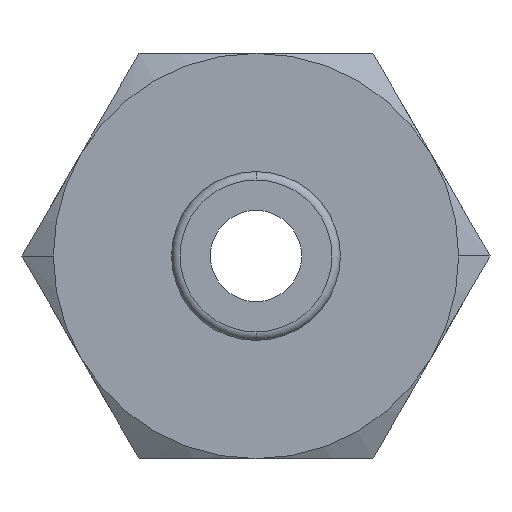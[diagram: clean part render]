
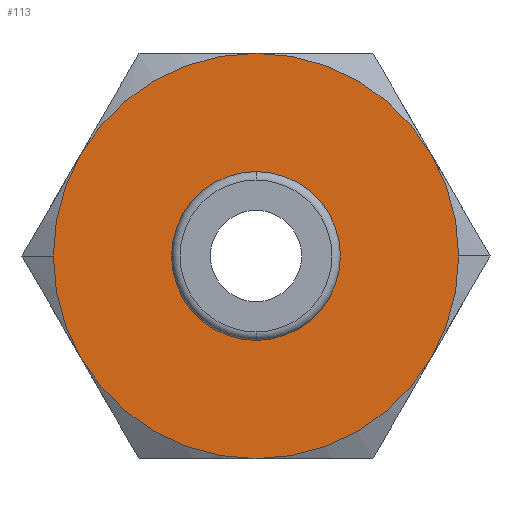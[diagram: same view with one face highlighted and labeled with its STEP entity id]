
A CAD part, front view. The second image highlights one B-rep face of the part: STEP entity #113.
In plain terms, the highlighted planar face has unit normal (0, -1, 0).
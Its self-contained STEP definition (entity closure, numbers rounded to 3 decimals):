
#113=ADVANCED_FACE('',(#252,#253),#254,.T.);
#252=FACE_OUTER_BOUND('',#427,.T.);
#253=FACE_BOUND('',#428,.T.);
#254=PLANE('',#429);
#427=EDGE_LOOP('',(#692,#693,#694,#695,#696,#697,#698,#699));
#428=EDGE_LOOP('',(#700,#701));
#429=AXIS2_PLACEMENT_3D('',#702,#703,#704);
#692=ORIENTED_EDGE('',*,*,#1133,.F.);
#693=ORIENTED_EDGE('',*,*,#1134,.F.);
#694=ORIENTED_EDGE('',*,*,#1119,.F.);
#695=ORIENTED_EDGE('',*,*,#1135,.F.);
#696=ORIENTED_EDGE('',*,*,#1136,.F.);
#697=ORIENTED_EDGE('',*,*,#1137,.F.);
#698=ORIENTED_EDGE('',*,*,#1138,.F.);
#699=ORIENTED_EDGE('',*,*,#1123,.F.);
#700=ORIENTED_EDGE('',*,*,#1139,.F.);
#701=ORIENTED_EDGE('',*,*,#1140,.F.);
#702=CARTESIAN_POINT('',(3.0,10.0,0.0));
#703=DIRECTION('',(-0.0,-1.0,-0.0));
#704=DIRECTION('',(-1.0,0.0,0.0));
#1119=EDGE_CURVE('',#1378,#1380,#1381,.T.);
#1123=EDGE_CURVE('',#1384,#1387,#1388,.T.);
#1133=EDGE_CURVE('',#1399,#1384,#1400,.T.);
#1134=EDGE_CURVE('',#1380,#1399,#1401,.T.);
#1135=EDGE_CURVE('',#1402,#1378,#1403,.T.);
#1136=EDGE_CURVE('',#1355,#1402,#1404,.T.);
#1137=EDGE_CURVE('',#1405,#1355,#1406,.T.);
#1138=EDGE_CURVE('',#1387,#1405,#1407,.T.);
#1139=EDGE_CURVE('',#1408,#1409,#1410,.T.);
#1140=EDGE_CURVE('',#1409,#1408,#1411,.T.);
#1355=VERTEX_POINT('',#1831);
#1378=VERTEX_POINT('',#1902);
#1380=VERTEX_POINT('',#1915);
#1381=CIRCLE('',#1916,6.0);
#1384=VERTEX_POINT('',#1930);
#1387=VERTEX_POINT('',#1934);
#1388=CIRCLE('',#1935,6.0);
#1399=VERTEX_POINT('',#1982);
#1400=CIRCLE('',#1983,6.0);
#1401=CIRCLE('',#1984,6.0);
#1402=VERTEX_POINT('',#1985);
#1403=CIRCLE('',#1986,6.0);
#1404=CIRCLE('',#1987,6.0);
#1405=VERTEX_POINT('',#1988);
#1406=CIRCLE('',#1989,6.0);
#1407=CIRCLE('',#1990,6.0);
#1408=VERTEX_POINT('',#1991);
#1409=VERTEX_POINT('',#1992);
#1410=CIRCLE('',#1993,2.5);
#1411=CIRCLE('',#1994,2.5);
#1831=CARTESIAN_POINT('',(-5.196,10.0,-3.0));
#1902=CARTESIAN_POINT('',(-5.196,10.0,3.0));
#1915=CARTESIAN_POINT('',(0.,10.0,6.0));
#1916=AXIS2_PLACEMENT_3D('',#2400,#2401,#2402);
#1930=CARTESIAN_POINT('',(6.0,10.0,0.));
#1934=CARTESIAN_POINT('',(5.196,10.0,-3.0));
#1935=AXIS2_PLACEMENT_3D('',#2404,#2405,#2406);
#1982=CARTESIAN_POINT('',(5.196,10.0,3.0));
#1983=AXIS2_PLACEMENT_3D('',#2410,#2411,#2412);
#1984=AXIS2_PLACEMENT_3D('',#2413,#2414,#2415);
#1985=CARTESIAN_POINT('',(-6.0,10.0,0.));
#1986=AXIS2_PLACEMENT_3D('',#2416,#2417,#2418);
#1987=AXIS2_PLACEMENT_3D('',#2419,#2420,#2421);
#1988=CARTESIAN_POINT('',(0.0,10.0,-6.0));
#1989=AXIS2_PLACEMENT_3D('',#2422,#2423,#2424);
#1990=AXIS2_PLACEMENT_3D('',#2425,#2426,#2427);
#1991=CARTESIAN_POINT('',(-2.5,10.0,0.));
#1992=CARTESIAN_POINT('',(2.5,10.0,0.));
#1993=AXIS2_PLACEMENT_3D('',#2428,#2429,#2430);
#1994=AXIS2_PLACEMENT_3D('',#2431,#2432,#2433);
#2400=CARTESIAN_POINT('',(0.0,10.0,0.0));
#2401=DIRECTION('',(-0.0,1.0,0.0));
#2402=DIRECTION('',(1.0,0.0,0.0));
#2404=CARTESIAN_POINT('',(0.0,10.0,0.0));
#2405=DIRECTION('',(-0.0,1.0,0.0));
#2406=DIRECTION('',(1.0,0.0,0.0));
#2410=CARTESIAN_POINT('',(0.0,10.0,0.0));
#2411=DIRECTION('',(-0.0,1.0,0.0));
#2412=DIRECTION('',(1.0,0.0,0.0));
#2413=CARTESIAN_POINT('',(0.0,10.0,0.0));
#2414=DIRECTION('',(-0.0,1.0,0.0));
#2415=DIRECTION('',(1.0,0.0,0.0));
#2416=CARTESIAN_POINT('',(0.0,10.0,0.0));
#2417=DIRECTION('',(-0.0,1.0,0.0));
#2418=DIRECTION('',(1.0,0.0,0.0));
#2419=CARTESIAN_POINT('',(0.0,10.0,0.0));
#2420=DIRECTION('',(-0.0,1.0,0.0));
#2421=DIRECTION('',(1.0,0.0,0.0));
#2422=CARTESIAN_POINT('',(0.0,10.0,0.0));
#2423=DIRECTION('',(-0.0,1.0,0.0));
#2424=DIRECTION('',(1.0,0.0,0.0));
#2425=CARTESIAN_POINT('',(0.0,10.0,0.0));
#2426=DIRECTION('',(-0.0,1.0,0.0));
#2427=DIRECTION('',(1.0,0.0,0.0));
#2428=CARTESIAN_POINT('',(0.0,10.0,0.0));
#2429=DIRECTION('',(0.0,-1.0,0.0));
#2430=DIRECTION('',(1.0,0.0,0.0));
#2431=CARTESIAN_POINT('',(0.0,10.0,0.0));
#2432=DIRECTION('',(0.0,-1.0,0.0));
#2433=DIRECTION('',(1.0,0.0,0.0));
